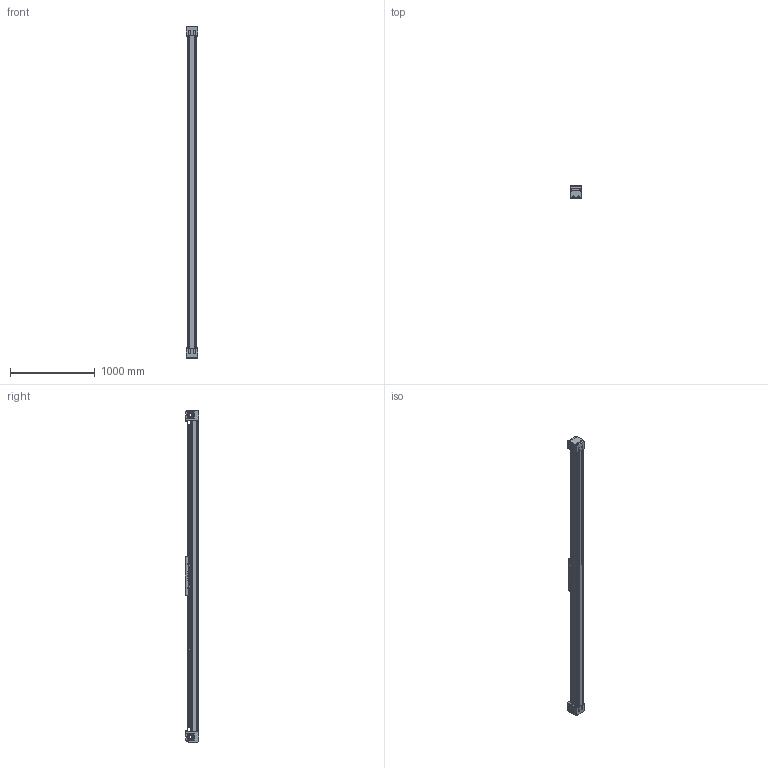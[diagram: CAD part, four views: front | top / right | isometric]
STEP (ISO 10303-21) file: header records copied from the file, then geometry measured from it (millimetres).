
FILE_DESCRIPTION (( 'STEP AP214' ), '1' );
FILE_NAME ('BLM100-3200.STEP', '2023-03-14T09:52:38', ( '' ), ( '' ), 'SwSTEP 2.0', 'SolidWorks 2023', '' );
FILE_SCHEMA (( 'AUTOMOTIVE_DESIGN' ));
Length unit declared in the file: millimetre
Products named in the file (1): BLM100-3200
Bounding box: 130 x 159 x 3920 mm (x, y, z)
Volume: 40877711.8 mm3; surface area: 4369345.1 mm2
Topology: 50 solids, 58 shells, 6886 faces, 19578 edges, 12884 vertices
Faces by surface type: plane 3905, cylinder 2633, torus 168, sphere 100, cone 56, bspline 24
Entity records: 306030 total; most frequent: CARTESIAN_POINT 46077, DIRECTION 38772, ORIENTED_EDGE 38660, EDGE_CURVE 19330, VECTOR 13138, LINE 13138, AXIS2_PLACEMENT_3D 12817, VERTEX_POINT 12748
